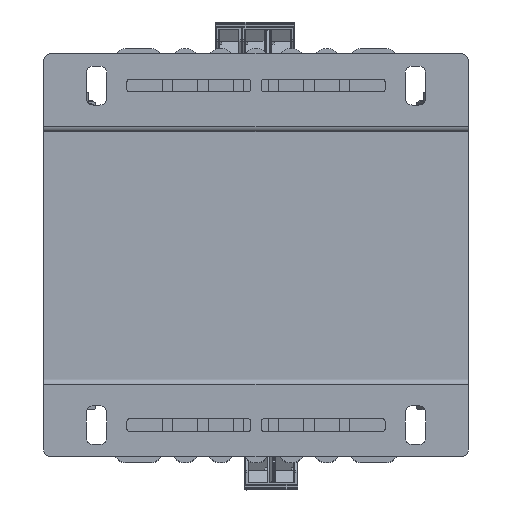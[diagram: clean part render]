
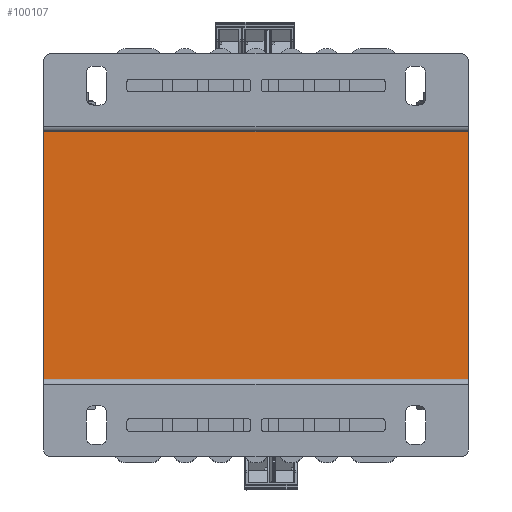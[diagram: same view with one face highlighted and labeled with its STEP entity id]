
A CAD part, top view. The second image highlights one B-rep face of the part: STEP entity #100107.
In plain terms, the highlighted planar face has unit normal (0, 0, 1).
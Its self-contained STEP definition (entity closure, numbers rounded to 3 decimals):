
#2967=FACE_OUTER_BOUND('',#8073,.T.);
#8073=EDGE_LOOP('',(#62322,#62323,#62324,#62325));
#13394=LINE('',#137680,#26020);
#13428=LINE('',#137764,#26054);
#13430=LINE('',#137768,#26056);
#13431=LINE('',#137769,#26057);
#26020=VECTOR('',#112046,1.);
#26054=VECTOR('',#112124,1.);
#26056=VECTOR('',#112128,1.);
#26057=VECTOR('',#112129,1.);
#38645=VERTEX_POINT('',#137676);
#38647=VERTEX_POINT('',#137679);
#38675=VERTEX_POINT('',#137763);
#38676=VERTEX_POINT('',#137767);
#47969=EDGE_CURVE('',#38647,#38645,#13394,.T.);
#48011=EDGE_CURVE('',#38675,#38647,#13428,.T.);
#48013=EDGE_CURVE('',#38676,#38645,#13430,.T.);
#48014=EDGE_CURVE('',#38676,#38675,#13431,.T.);
#62322=ORIENTED_EDGE('',*,*,#48013,.F.);
#62323=ORIENTED_EDGE('',*,*,#48014,.T.);
#62324=ORIENTED_EDGE('',*,*,#48011,.T.);
#62325=ORIENTED_EDGE('',*,*,#47969,.T.);
#90825=PLANE('',#105560);
#100107=ADVANCED_FACE('',(#2967),#90825,.T.);
#105560=AXIS2_PLACEMENT_3D('',#137766,#112126,#112127);
#112046=DIRECTION('',(1.,0.,0.));
#112124=DIRECTION('',(0.,-1.,0.));
#112126=DIRECTION('center_axis',(0.,0.,1.));
#112127=DIRECTION('ref_axis',(0.,-1.,0.));
#112128=DIRECTION('',(0.,-1.,0.));
#112129=DIRECTION('',(-1.,0.,0.));
#137676=CARTESIAN_POINT('',(514.76,18.348,67.5));
#137679=CARTESIAN_POINT('',(394.76,18.348,67.5));
#137680=CARTESIAN_POINT('',(514.76,18.348,67.5));
#137763=CARTESIAN_POINT('',(394.76,88.348,67.5));
#137764=CARTESIAN_POINT('',(394.76,88.348,67.5));
#137766=CARTESIAN_POINT('Origin',(394.76,88.348,67.5));
#137767=CARTESIAN_POINT('',(514.76,88.348,67.5));
#137768=CARTESIAN_POINT('',(514.76,88.348,67.5));
#137769=CARTESIAN_POINT('',(514.76,88.348,67.5));
